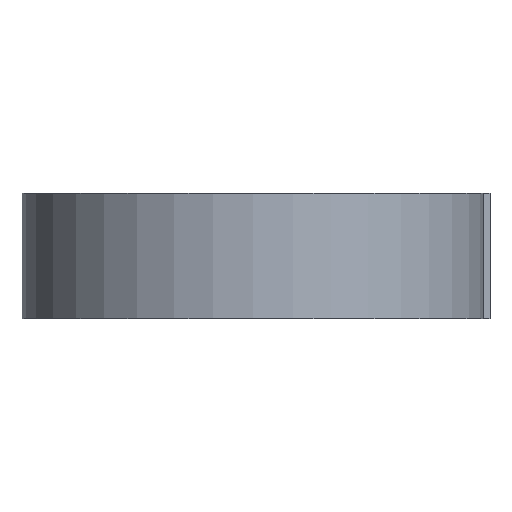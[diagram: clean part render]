
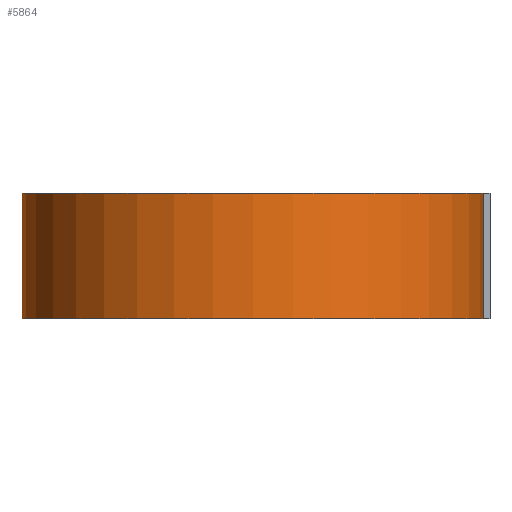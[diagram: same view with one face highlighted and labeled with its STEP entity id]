
A CAD part, left-side view. The second image highlights one B-rep face of the part: STEP entity #5864.
In plain terms, the highlighted cylindrical face has radius 33 mm (diameter 66 mm), a partial arc.
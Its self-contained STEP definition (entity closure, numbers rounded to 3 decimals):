
#27=CIRCLE('',#6029,33.);
#66=CIRCLE('',#6218,33.);
#94=CYLINDRICAL_SURFACE('',#6217,33.);
#278=FACE_OUTER_BOUND('',#566,.T.);
#566=EDGE_LOOP('',(#4707,#4708,#4709,#4710));
#675=LINE('',#7827,#1477);
#990=LINE('',#8524,#1792);
#1477=VECTOR('',#6335,12.);
#1792=VECTOR('',#6778,12.);
#2279=VERTEX_POINT('',#7825);
#2280=VERTEX_POINT('',#7826);
#2345=VERTEX_POINT('',#8013);
#2598=VERTEX_POINT('',#8522);
#2851=EDGE_CURVE('',#2279,#2280,#675,.T.);
#2945=EDGE_CURVE('',#2345,#2280,#27,.T.);
#3200=EDGE_CURVE('',#2598,#2345,#990,.T.);
#3495=EDGE_CURVE('',#2598,#2279,#66,.T.);
#4707=ORIENTED_EDGE('',*,*,#3495,.T.);
#4708=ORIENTED_EDGE('',*,*,#2851,.T.);
#4709=ORIENTED_EDGE('',*,*,#2945,.F.);
#4710=ORIENTED_EDGE('',*,*,#3200,.F.);
#5864=ADVANCED_FACE('',(#278),#94,.T.);
#6029=AXIS2_PLACEMENT_3D('',#8015,#6499,#6500);
#6217=AXIS2_PLACEMENT_3D('',#9113,#7386,#7387);
#6218=AXIS2_PLACEMENT_3D('',#9114,#7388,#7389);
#6335=DIRECTION('',(0.,0.,1.));
#6499=DIRECTION('center_axis',(0.,0.,1.));
#6500=DIRECTION('ref_axis',(0.,1.,0.));
#6778=DIRECTION('',(0.,0.,1.));
#7386=DIRECTION('center_axis',(0.,0.,1.));
#7387=DIRECTION('ref_axis',(0.,1.,0.));
#7388=DIRECTION('center_axis',(0.,0.,1.));
#7389=DIRECTION('ref_axis',(0.,1.,0.));
#7825=CARTESIAN_POINT('',(0.,-38.5,-3.));
#7826=CARTESIAN_POINT('',(0.,-38.5,15.));
#7827=CARTESIAN_POINT('',(0.,-38.5,-3.));
#8013=CARTESIAN_POINT('',(0.,27.5,15.));
#8015=CARTESIAN_POINT('Origin',(0.,-5.5,15.));
#8522=CARTESIAN_POINT('',(0.,27.5,-3.));
#8524=CARTESIAN_POINT('',(0.,27.5,-3.));
#9113=CARTESIAN_POINT('Origin',(0.,-5.5,-3.));
#9114=CARTESIAN_POINT('Origin',(0.,-5.5,-3.));
